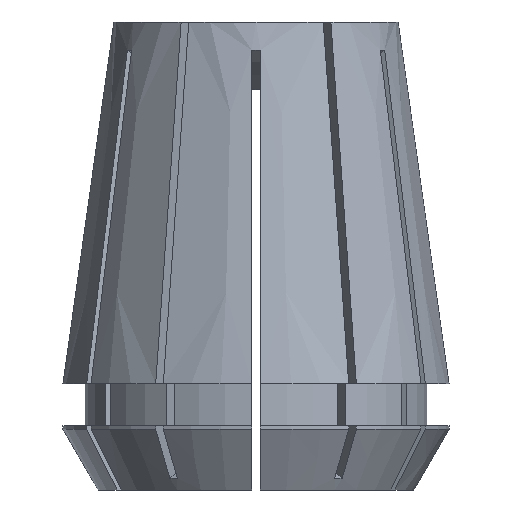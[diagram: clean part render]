
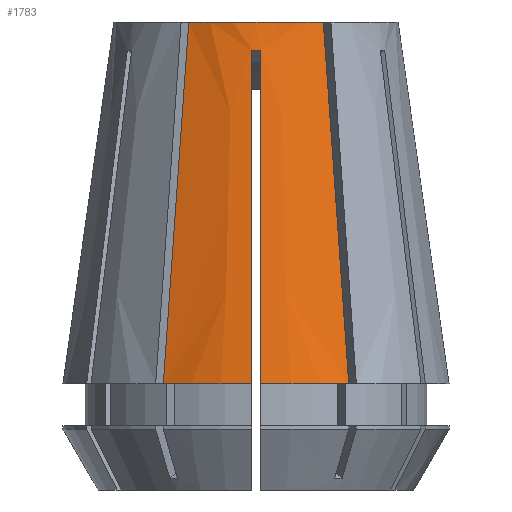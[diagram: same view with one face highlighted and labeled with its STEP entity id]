
A CAD part, front view. The second image highlights one B-rep face of the part: STEP entity #1783.
In plain terms, the highlighted conical face has half-angle 8 degrees and reference radius 16.5 mm.
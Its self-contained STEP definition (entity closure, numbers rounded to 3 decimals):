
#48 = CIRCLE ( 'NONE', #4106, 16.5 ) ;
#106 = CARTESIAN_POINT ( 'NONE',  ( -0.375, -15.161, -21.401 ) ) ;
#155 = ORIENTED_EDGE ( 'NONE', *, *, #1250, .F. ) ;
#353 = B_SPLINE_CURVE_WITH_KNOTS ( 'NONE', 3,
 ( #1787, #2313, #2986, #2131 ),
 .UNSPECIFIED., .F., .F.,
 ( 4, 4 ),
 ( 0., 0.001 ),
 .UNSPECIFIED. ) ;
#404 = CARTESIAN_POINT ( 'NONE',  ( 7.923, -14.474, -30.9 ) ) ;
#426 = VERTEX_POINT ( 'NONE', #2706 ) ;
#439 = DIRECTION ( 'NONE',  ( 0., 0., -1. ) ) ;
#501 = B_SPLINE_CURVE_WITH_KNOTS ( 'NONE', 3,
 ( #2194, #2205, #1582, #2600, #941, #812, #404 ),
 .UNSPECIFIED., .F., .F.,
 ( 4, 3, 4 ),
 ( 0., 0.021, 0.031 ),
 .UNSPECIFIED. ) ;
#567 = DIRECTION ( 'NONE',  ( 0., 0., 1. ) ) ;
#589 = VERTEX_POINT ( 'NONE', #2785 ) ;
#594 = VERTEX_POINT ( 'NONE', #2067 ) ;
#682 = CARTESIAN_POINT ( 'NONE',  ( -0.375, -13.825, -11.902 ) ) ;
#760 = CARTESIAN_POINT ( 'NONE',  ( -5.751, -10.711, 0. ) ) ;
#812 = CARTESIAN_POINT ( 'NONE',  ( 7.695, -14.077, -27.645 ) ) ;
#825 = CARTESIAN_POINT ( 'NONE',  ( 0., 0., -30.9 ) ) ;
#874 = CARTESIAN_POINT ( 'NONE',  ( -5.751, -10.711, 0. ) ) ;
#900 = CARTESIAN_POINT ( 'NONE',  ( 0., 0., -30.9 ) ) ;
#941 = CARTESIAN_POINT ( 'NONE',  ( 7.466, -13.681, -24.391 ) ) ;
#954 = CARTESIAN_POINT ( 'NONE',  ( 0.375, -12.49, -2.403 ) ) ;
#988 = ORIENTED_EDGE ( 'NONE', *, *, #2526, .T. ) ;
#1052 = ORIENTED_EDGE ( 'NONE', *, *, #4354, .F. ) ;
#1065 = CARTESIAN_POINT ( 'NONE',  ( 0.375, -13.825, -11.902 ) ) ;
#1092 = DIRECTION ( 'NONE',  ( -1., 0., 0. ) ) ;
#1121 = CIRCLE ( 'NONE', #1434, 16.5 ) ;
#1169 = DIRECTION ( 'NONE',  ( 1., 0., 0. ) ) ;
#1178 = CARTESIAN_POINT ( 'NONE',  ( 0., 0., 0. ) ) ;
#1180 = FACE_OUTER_BOUND ( 'NONE', #4083, .T. ) ;
#1232 = ORIENTED_EDGE ( 'NONE', *, *, #2440, .T. ) ;
#1250 = EDGE_CURVE ( 'NONE', #594, #426, #501, .T. ) ;
#1268 = DIRECTION ( 'NONE',  ( 0., 0., 1. ) ) ;
#1283 = VERTEX_POINT ( 'NONE', #1696 ) ;
#1425 = EDGE_CURVE ( 'NONE', #589, #1613, #3279, .T. ) ;
#1434 = AXIS2_PLACEMENT_3D ( 'NONE', #825, #1268, #1592 ) ;
#1503 = CARTESIAN_POINT ( 'NONE',  ( -6.246, -11.569, -7.045 ) ) ;
#1524 = EDGE_CURVE ( 'NONE', #589, #426, #1121, .T. ) ;
#1525 = CARTESIAN_POINT ( 'NONE',  ( -0.375, -16.496, -30.9 ) ) ;
#1539 = DIRECTION ( 'NONE',  ( 1., 0., 0. ) ) ;
#1552 = CARTESIAN_POINT ( 'NONE',  ( -6.742, -12.427, -14.091 ) ) ;
#1576 = CARTESIAN_POINT ( 'NONE',  ( -7.237, -13.285, -21.136 ) ) ;
#1582 = CARTESIAN_POINT ( 'NONE',  ( 6.742, -12.427, -14.091 ) ) ;
#1592 = DIRECTION ( 'NONE',  ( 1., 0., 0. ) ) ;
#1613 = VERTEX_POINT ( 'NONE', #954 ) ;
#1657 = CARTESIAN_POINT ( 'NONE',  ( -7.466, -13.681, -24.391 ) ) ;
#1696 = CARTESIAN_POINT ( 'NONE',  ( -7.923, -14.474, -30.9 ) ) ;
#1760 = ORIENTED_EDGE ( 'NONE', *, *, #1934, .T. ) ;
#1783 = ADVANCED_FACE ( 'NONE', ( #1180 ), #2046, .T. ) ;
#1787 = CARTESIAN_POINT ( 'NONE',  ( -0.375, -12.49, -2.403 ) ) ;
#1790 = VERTEX_POINT ( 'NONE', #1525 ) ;
#1831 = B_SPLINE_CURVE_WITH_KNOTS ( 'NONE', 3,
 ( #760, #1503, #1552, #1576, #1657, #1838, #1856 ),
 .UNSPECIFIED., .F., .F.,
 ( 4, 3, 4 ),
 ( 0., 0.021, 0.031 ),
 .UNSPECIFIED. ) ;
#1838 = CARTESIAN_POINT ( 'NONE',  ( -7.695, -14.077, -27.645 ) ) ;
#1856 = CARTESIAN_POINT ( 'NONE',  ( -7.923, -14.474, -30.9 ) ) ;
#1934 = EDGE_CURVE ( 'NONE', #3960, #1283, #1831, .T. ) ;
#2046 = CONICAL_SURFACE ( 'NONE', #4589, 16.5, 0.14 ) ;
#2067 = CARTESIAN_POINT ( 'NONE',  ( 5.751, -10.711, 0. ) ) ;
#2075 = ORIENTED_EDGE ( 'NONE', *, *, #1524, .T. ) ;
#2131 = CARTESIAN_POINT ( 'NONE',  ( 0.375, -12.49, -2.403 ) ) ;
#2194 = CARTESIAN_POINT ( 'NONE',  ( 5.751, -10.711, 0. ) ) ;
#2205 = CARTESIAN_POINT ( 'NONE',  ( 6.246, -11.569, -7.045 ) ) ;
#2313 = CARTESIAN_POINT ( 'NONE',  ( -0.125, -12.497, -2.399 ) ) ;
#2440 = EDGE_CURVE ( 'NONE', #1790, #3134, #2577, .T. ) ;
#2526 = EDGE_CURVE ( 'NONE', #3134, #1613, #353, .T. ) ;
#2572 = CIRCLE ( 'NONE', #2984, 12.158 ) ;
#2577 = B_SPLINE_CURVE_WITH_KNOTS ( 'NONE', 3,
 ( #4719, #106, #682, #3244 ),
 .UNSPECIFIED., .F., .F.,
 ( 4, 4 ),
 ( 0.024, 0.052 ),
 .UNSPECIFIED. ) ;
#2581 = EDGE_CURVE ( 'NONE', #1283, #1790, #48, .T. ) ;
#2600 = CARTESIAN_POINT ( 'NONE',  ( 7.237, -13.285, -21.136 ) ) ;
#2706 = CARTESIAN_POINT ( 'NONE',  ( 7.923, -14.474, -30.9 ) ) ;
#2753 = ORIENTED_EDGE ( 'NONE', *, *, #1425, .F. ) ;
#2785 = CARTESIAN_POINT ( 'NONE',  ( 0.375, -16.496, -30.9 ) ) ;
#2931 = CARTESIAN_POINT ( 'NONE',  ( 0.375, -12.49, -2.403 ) ) ;
#2984 = AXIS2_PLACEMENT_3D ( 'NONE', #1178, #3731, #1539 ) ;
#2986 = CARTESIAN_POINT ( 'NONE',  ( 0.125, -12.497, -2.399 ) ) ;
#3134 = VERTEX_POINT ( 'NONE', #4731 ) ;
#3244 = CARTESIAN_POINT ( 'NONE',  ( -0.375, -12.49, -2.403 ) ) ;
#3279 = B_SPLINE_CURVE_WITH_KNOTS ( 'NONE', 3,
 ( #4215, #4228, #1065, #2931 ),
 .UNSPECIFIED., .F., .F.,
 ( 4, 4 ),
 ( 0.024, 0.052 ),
 .UNSPECIFIED. ) ;
#3731 = DIRECTION ( 'NONE',  ( 0., 0., 1. ) ) ;
#3960 = VERTEX_POINT ( 'NONE', #874 ) ;
#4083 = EDGE_LOOP ( 'NONE', ( #155, #1052, #1760, #4404, #1232, #988, #2753, #2075 ) ) ;
#4106 = AXIS2_PLACEMENT_3D ( 'NONE', #4556, #567, #1169 ) ;
#4215 = CARTESIAN_POINT ( 'NONE',  ( 0.375, -16.496, -30.9 ) ) ;
#4228 = CARTESIAN_POINT ( 'NONE',  ( 0.375, -15.161, -21.401 ) ) ;
#4354 = EDGE_CURVE ( 'NONE', #3960, #594, #2572, .T. ) ;
#4404 = ORIENTED_EDGE ( 'NONE', *, *, #2581, .T. ) ;
#4556 = CARTESIAN_POINT ( 'NONE',  ( 0., 0., -30.9 ) ) ;
#4589 = AXIS2_PLACEMENT_3D ( 'NONE', #900, #439, #1092 ) ;
#4719 = CARTESIAN_POINT ( 'NONE',  ( -0.375, -16.496, -30.9 ) ) ;
#4731 = CARTESIAN_POINT ( 'NONE',  ( -0.375, -12.49, -2.403 ) ) ;
